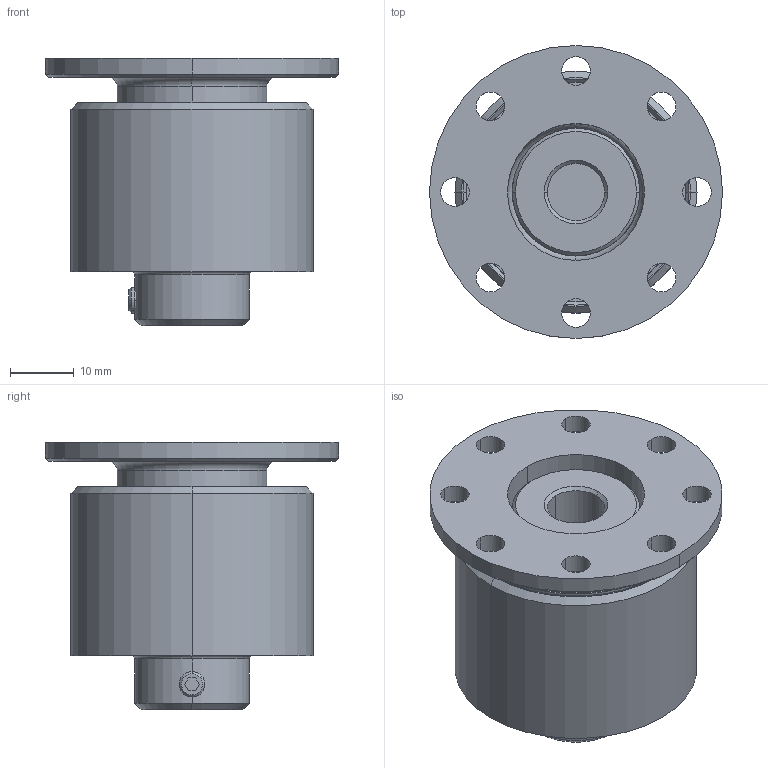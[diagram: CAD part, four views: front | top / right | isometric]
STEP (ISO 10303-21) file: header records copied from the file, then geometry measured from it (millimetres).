
FILE_DESCRIPTION((''),'2;1');
FILE_NAME('870711_ASM','2022-10-13T14:51:34',(''),(''),'','','');
FILE_SCHEMA(('CONFIG_CONTROL_DESIGN'));
Length unit declared in the file: millimetre
Products named in the file (17): 396277_AF1; 353910_AF0; 379699_AF0; 379699_AF1; 379699_AF2; 379699_AF3; 396309_AF0; DIN916-M4X4; 652026_ASM; 396272_AF0; 379699; 396271_AF0_ASM; 396274_AF0; DIN913-M3X4; 543175_ASM; 401286; 870711_ASM
Assembly tree (19 placements, depth 4):
  870711_ASM
    652026_ASM
      396277_AF1
      353910_AF0
      379699_AF0
      379699_AF1
      379699_AF2
      379699_AF3
      396309_AF0
      DIN916-M4X4
    543175_ASM
      396271_AF0_ASM
        396272_AF0
        379699  x4
      396274_AF0
      DIN913-M3X4
    401286
Bounding box: 46 x 46 x 42 mm (x, y, z)
Volume: 26460.2 mm3; surface area: 26897.3 mm2
Topology: 16 solids, 20 shells, 234 faces, 541 edges, 349 vertices
Faces by surface type: plane 120, cylinder 77, cone 25, torus 12
Entity records: 6829 total; most frequent: DIRECTION 1246, CARTESIAN_POINT 1212, ORIENTED_EDGE 990, EDGE_CURVE 503, AXIS2_PLACEMENT_3D 481, VERTEX_POINT 325, VECTOR 284, LINE 284
